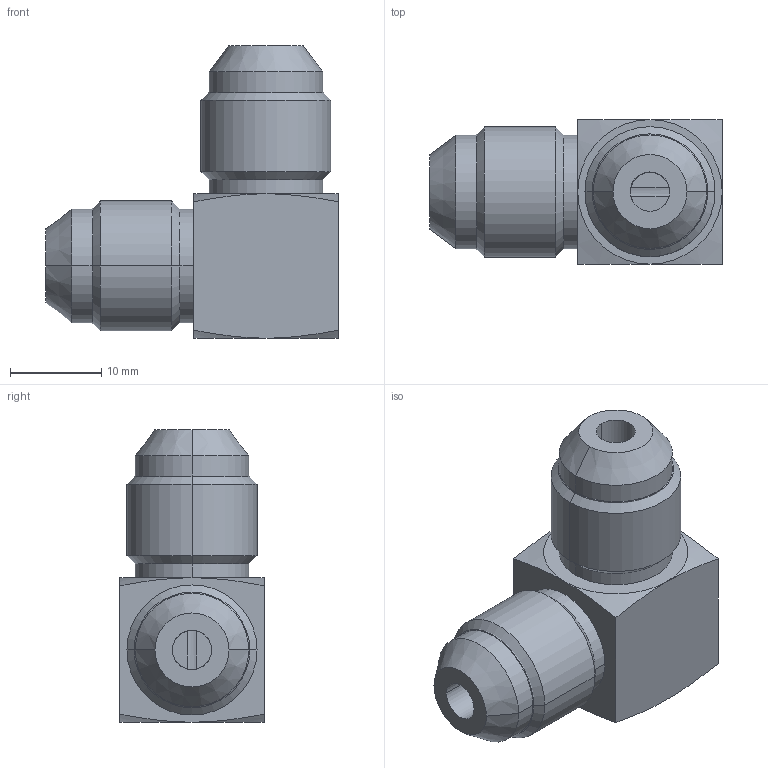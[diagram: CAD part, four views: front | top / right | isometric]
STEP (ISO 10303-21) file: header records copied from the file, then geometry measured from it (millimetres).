
FILE_DESCRIPTION((''),'2;1');
FILE_NAME('ILC30165566','2022-06-23T13:12:25',('rkuestersteffen'),(''),'CREO PARAMETRIC BY PTC INC, 2021164','CREO PARAMETRIC BY PTC INC, 2021164','');
FILE_SCHEMA(('AUTOMOTIVE_DESIGN { 1 0 10303 214 1 1 1 1 }'));
Length unit declared in the file: inch
Products named in the file (1): ILC30165566
Bounding box: 32.13 x 15.88 x 32.13 mm (x, y, z)
Volume: 7673.9 mm3; surface area: 4184 mm2
Topology: 1 solids, 3 shells, 60 faces, 122 edges, 68 vertices
Faces by surface type: cylinder 24, cone 20, plane 16
Entity records: 2276 total; most frequent: CARTESIAN_POINT 470, DIRECTION 307, ORIENTED_EDGE 236, AXIS2_PLACEMENT_3D 130, PRESENTATION_STYLE_ASSIGNMENT 129, STYLED_ITEM 129, CURVE_STYLE 126, EDGE_CURVE 122
